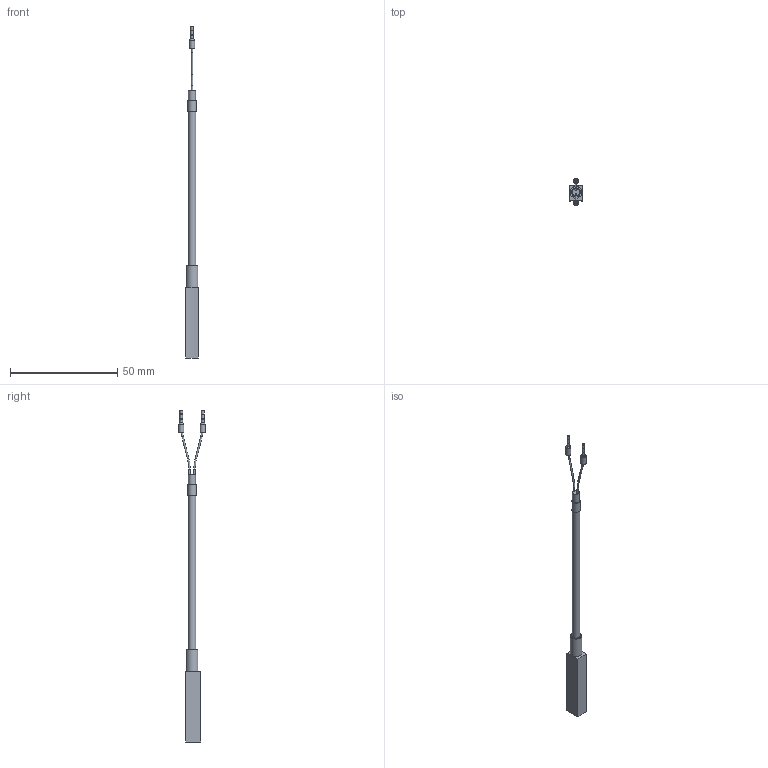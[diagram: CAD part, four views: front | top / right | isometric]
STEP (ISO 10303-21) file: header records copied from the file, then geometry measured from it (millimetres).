
FILE_DESCRIPTION(('STEP AP203'), '1');
FILE_NAME('ﾄﾒﾑ3224', '', ('UNSPECIFIED'), ('UNSPECIFIED'), 'ASCON STEP Converter 1.6', 'ASCON Math Kernel', '');
FILE_SCHEMA(('CONFIG_CONTROL_DESIGN'));
Length unit declared in the file: millimetre
Products named in the file (7): ДТС3224; -01
Assembly tree (6 placements, depth 3):
  ДТС3224
    -01
      (unnamed)
    (unnamed)
    (unnamed)
    (unnamed)
    (unnamed)
Bounding box: 5.8 x 12.5 x 154.76 mm (x, y, z)
Volume: 2216 mm3; surface area: 3346.5 mm2
Topology: 5 solids, 5 shells, 63 faces, 107 edges, 62 vertices
Faces by surface type: cylinder 26, plane 21, torus 11, cone 5
Full cylindrical faces by diameter (mm): 0.6 x2, 0.7 x6, 1.2 x6, 1.85 x2, 2.344 x1, 2.5 x2, 3.3 x1, 3.5 x1, 3.9 x1, 4 x1, 4.2 x1, 5.5 x1
Entity records: 1640 total; most frequent: DIRECTION 262, CARTESIAN_POINT 197, ORIENTED_EDGE 130, AXIS2_PLACEMENT_3D 126, EDGE_LOOP 112, FACE_OUTER_BOUND 81, EDGE_CURVE 65, ADVANCED_FACE 63
